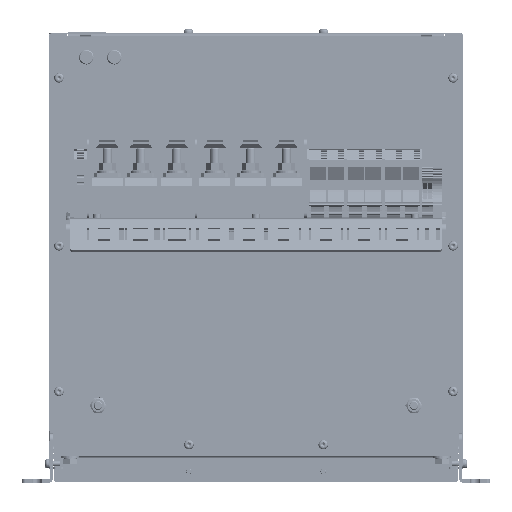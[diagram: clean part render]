
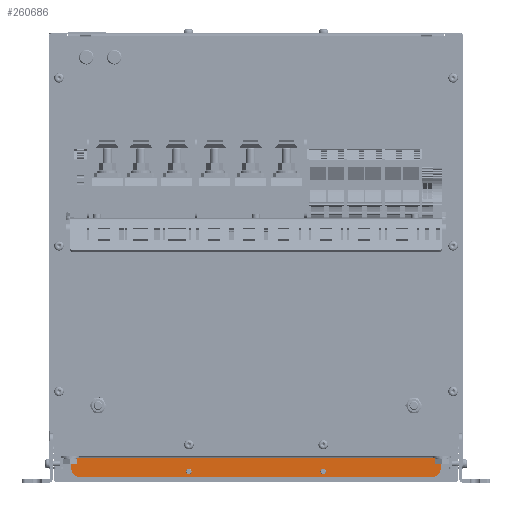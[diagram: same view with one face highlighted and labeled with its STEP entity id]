
A CAD part, left-side view. The second image highlights one B-rep face of the part: STEP entity #260686.
In plain terms, the highlighted planar face has unit normal (-1, 0, 0).
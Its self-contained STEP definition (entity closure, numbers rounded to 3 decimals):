
#6096=FACE_BOUND('',#37296,.T.);
#6097=FACE_BOUND('',#37297,.T.);
#11640=PLANE('',#277143);
#23090=FACE_OUTER_BOUND('',#37295,.T.);
#37295=EDGE_LOOP('',(#205108,#205109,#205110,#205111,#205112,#205113));
#37296=EDGE_LOOP('',(#205114));
#37297=EDGE_LOOP('',(#205115));
#45016=CIRCLE('',#268070,2.5);
#45461=CIRCLE('',#268733,2.5);
#48113=CIRCLE('',#276670,8.);
#48114=CIRCLE('',#276674,8.);
#64792=LINE('',#437216,#90022);
#64795=LINE('',#437226,#90025);
#65446=LINE('',#438746,#90676);
#65449=LINE('',#438756,#90679);
#90022=VECTOR('',#319828,10.);
#90025=VECTOR('',#319839,2.92);
#90676=VECTOR('',#321410,10.);
#90679=VECTOR('',#321427,10.);
#103526=VERTEX_POINT('',#355680);
#103885=VERTEX_POINT('',#356824);
#115640=VERTEX_POINT('',#437208);
#115641=VERTEX_POINT('',#437209);
#115642=VERTEX_POINT('',#437214);
#115643=VERTEX_POINT('',#437219);
#115644=VERTEX_POINT('',#437220);
#115645=VERTEX_POINT('',#437225);
#128304=EDGE_CURVE('',#103526,#103526,#45016,.T.);
#128871=EDGE_CURVE('',#103885,#103885,#45461,.T.);
#146767=EDGE_CURVE('',#115640,#115641,#48113,.T.);
#146771=EDGE_CURVE('',#115642,#115640,#64792,.T.);
#146772=EDGE_CURVE('',#115643,#115644,#48114,.T.);
#146775=EDGE_CURVE('',#115644,#115645,#64795,.T.);
#147536=EDGE_CURVE('',#115642,#115645,#65446,.T.);
#147543=EDGE_CURVE('',#115641,#115643,#65449,.T.);
#205108=ORIENTED_EDGE('',*,*,#146767,.F.);
#205109=ORIENTED_EDGE('',*,*,#146771,.F.);
#205110=ORIENTED_EDGE('',*,*,#147536,.T.);
#205111=ORIENTED_EDGE('',*,*,#146775,.F.);
#205112=ORIENTED_EDGE('',*,*,#146772,.F.);
#205113=ORIENTED_EDGE('',*,*,#147543,.F.);
#205114=ORIENTED_EDGE('',*,*,#128304,.T.);
#205115=ORIENTED_EDGE('',*,*,#128871,.T.);
#260686=ADVANCED_FACE('',(#23090,#6096,#6097),#11640,.F.);
#268070=AXIS2_PLACEMENT_3D('',#355682,#290370,#290371);
#268733=AXIS2_PLACEMENT_3D('',#356826,#291818,#291819);
#276670=AXIS2_PLACEMENT_3D('',#437210,#319821,#319822);
#276674=AXIS2_PLACEMENT_3D('',#437221,#319833,#319834);
#277143=AXIS2_PLACEMENT_3D('',#438757,#321428,#321429);
#290370=DIRECTION('center_axis',(1.,0.,0.));
#290371=DIRECTION('ref_axis',(0.,-1.,0.));
#291818=DIRECTION('center_axis',(1.,0.,0.));
#291819=DIRECTION('ref_axis',(0.,-1.,0.));
#319821=DIRECTION('center_axis',(1.,0.,0.));
#319822=DIRECTION('ref_axis',(0.,-0.707,-0.707));
#319828=DIRECTION('',(0.,0.,-1.));
#319833=DIRECTION('center_axis',(1.,0.,0.));
#319834=DIRECTION('ref_axis',(0.,0.707,-0.707));
#319839=DIRECTION('',(0.,0.,1.));
#321410=DIRECTION('',(0.,1.,0.));
#321427=DIRECTION('',(0.,1.,0.));
#321428=DIRECTION('center_axis',(1.,0.,0.));
#321429=DIRECTION('ref_axis',(0.,0.,
-1.));
#355680=CARTESIAN_POINT('',(268.31,118.365,-12.));
#355682=CARTESIAN_POINT('Origin',(268.31,115.865,-12.));
#356824=CARTESIAN_POINT('',(268.31,-1.635,-12.));
#356826=CARTESIAN_POINT('Origin',(268.31,-4.135,-12.));
#437208=CARTESIAN_POINT('',(268.31,-109.135,-9.));
#437209=CARTESIAN_POINT('',(268.31,-101.135,-17.));
#437210=CARTESIAN_POINT('Origin',(268.31,-101.135,-9.));
#437214=CARTESIAN_POINT('',(268.31,-109.135,-0.1));
#437216=CARTESIAN_POINT('',(268.31,-109.135,-0.1));
#437219=CARTESIAN_POINT('',(268.31,212.865,-17.));
#437220=CARTESIAN_POINT('',(268.31,220.865,-9.));
#437221=CARTESIAN_POINT('Origin',(268.31,212.865,-9.));
#437225=CARTESIAN_POINT('',(268.31,220.865,-0.1));
#437226=CARTESIAN_POINT('',(268.31,220.865,9.073));
#438746=CARTESIAN_POINT('',(268.31,55.865,-0.1));
#438756=CARTESIAN_POINT('',(268.31,-109.135,-17.));
#438757=CARTESIAN_POINT('Origin',(268.31,55.865,-6.257));
